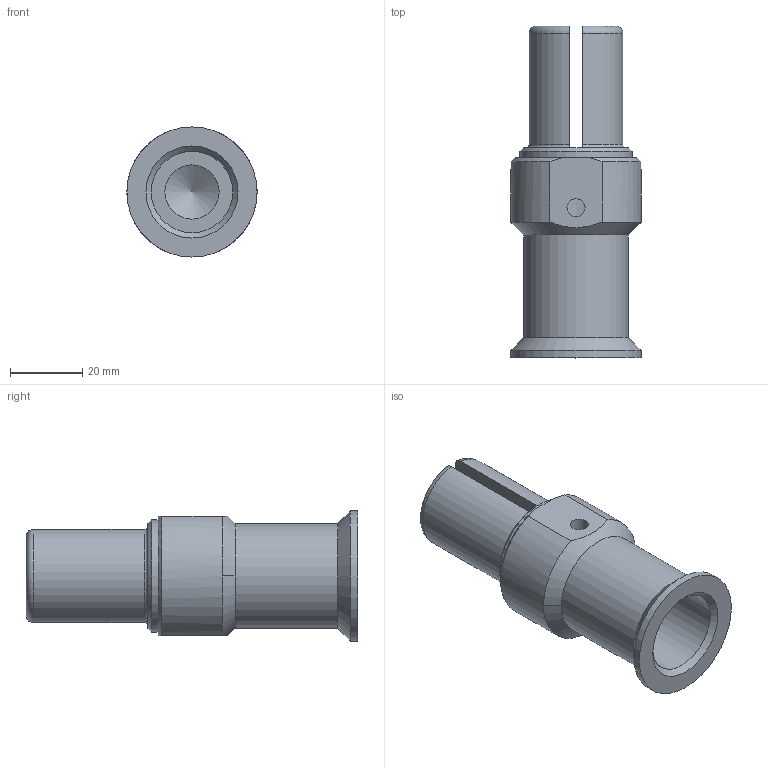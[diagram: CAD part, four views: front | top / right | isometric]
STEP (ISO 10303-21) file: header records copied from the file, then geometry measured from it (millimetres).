
FILE_DESCRIPTION(/* description */ (''),/* implementation_level */ '2;1');
FILE_NAME(/* name */ '1010421102401_01-CHSM1000-240_镀银_1000A冷压公插针HC1000.stp',/* time_stamp */ '2023-10-07T10:50:26+08:00',/* author */ (''),/* organization */ (''),/* preprocessor_version */ 'ST-DEVELOPER v18.1',/* originating_system */ 'SIEMENS PLM Software NX 1980',/* authorisation */ '');
FILE_SCHEMA (('AP203_CONFIGURATION_CONTROLLED_3D_DESIGN_OF_MECHANICAL_PARTS_AND_ASSEMBLIES_MIM_LF { 1 0 10303 403 2 1 2}'));
Length unit declared in the file: millimetre
Products named in the file (1): 1010421102401_01-CHSM1000-240_镀银_1000A冷压公插针H
C1000
Bounding box: 36 x 91.8 x 36 mm (x, y, z)
Volume: 42691 mm3; surface area: 15330.7 mm2
Topology: 1 solids, 1 shells, 31 faces, 75 edges, 50 vertices
Faces by surface type: plane 10, cylinder 9, cone 8, torus 4
Full cylindrical faces by diameter (mm): 5 x1, 22.5 x1, 29 x1, 31 x1, 36 x1
Entity records: 1004 total; most frequent: CARTESIAN_POINT 285, DIRECTION 127, ORIENTED_EDGE 120, EDGE_CURVE 60, AXIS2_PLACEMENT_3D 58, EDGE_LOOP 46, VERTEX_POINT 45, ADVANCED_FACE 31
